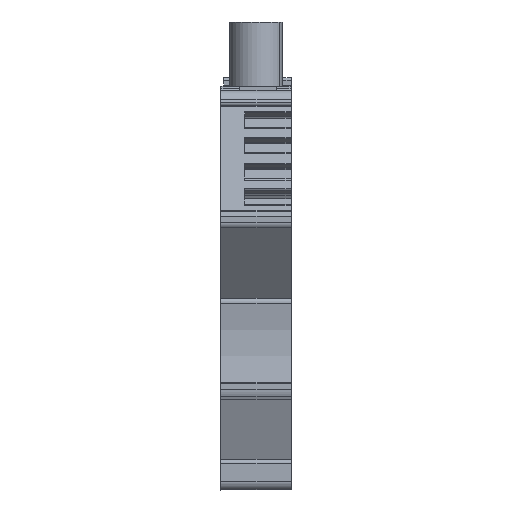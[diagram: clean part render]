
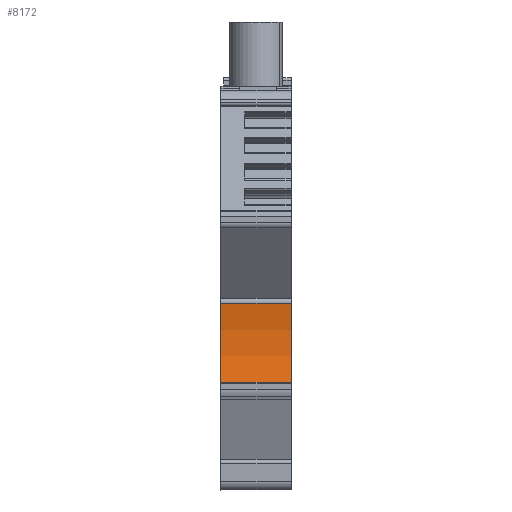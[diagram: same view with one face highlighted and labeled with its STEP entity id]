
A CAD part, front view. The second image highlights one B-rep face of the part: STEP entity #8172.
In plain terms, the highlighted cylindrical face has radius 20 mm (diameter 40 mm), a partial arc.
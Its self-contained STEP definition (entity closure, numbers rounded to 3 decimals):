
#2585=AXIS2_PLACEMENT_3D('Circle Axis2P3D',#2583,#2584,$) ;
#8152=AXIS2_PLACEMENT_3D('Cylinder Axis2P3D',#8149,#8150,#8151) ;
#8156=AXIS2_PLACEMENT_3D('Circle Axis2P3D',#8154,#8155,$) ;
#2580=CARTESIAN_POINT('Vertex',(0.,1.62,12.482)) ;
#2583=CARTESIAN_POINT('Axis2P3D Location',(0.,-17.665,17.782)) ;
#2587=CARTESIAN_POINT('Vertex',(0.,1.973,21.571)) ;
#8134=CARTESIAN_POINT('Vertex',(8.1,1.62,12.482)) ;
#8137=CARTESIAN_POINT('Line Origine',(4.05,1.62,12.482)) ;
#8149=CARTESIAN_POINT('Axis2P3D Location',(4.05,-17.665,17.782)) ;
#8154=CARTESIAN_POINT('Axis2P3D Location',(8.1,-17.665,17.782)) ;
#8158=CARTESIAN_POINT('Vertex',(8.1,1.973,21.571)) ;
#8161=CARTESIAN_POINT('Line Origine',(4.05,1.973,21.571)) ;
#2584=DIRECTION('Axis2P3D Direction',(-1.,0.,0.)) ;
#8138=DIRECTION('Vector Direction',(-1.,0.,0.)) ;
#8150=DIRECTION('Axis2P3D Direction',(-1.,0.,0.)) ;
#8151=DIRECTION('Axis2P3D XDirection',(0.,0.982,0.189)) ;
#8155=DIRECTION('Axis2P3D Direction',(-1.,0.,0.)) ;
#8162=DIRECTION('Vector Direction',(-1.,0.,0.)) ;
#8139=VECTOR('Line Direction',#8138,1.) ;
#8163=VECTOR('Line Direction',#8162,1.) ;
#8167=ORIENTED_EDGE('',*,*,#8141,.F.) ;
#8168=ORIENTED_EDGE('',*,*,#8160,.T.) ;
#8169=ORIENTED_EDGE('',*,*,#8165,.T.) ;
#8170=ORIENTED_EDGE('',*,*,#2589,.F.) ;
#8172=ADVANCED_FACE('KLTR ZTD6.1\\K\X2\00F6\X0\rper.2 ( *SOL1 - wsp *MASTER -  )',(#8171),#8153,.F.) ;
#2586=CIRCLE('generated circle',#2585,20.) ;
#8157=CIRCLE('generated circle',#8156,20.) ;
#8153=CYLINDRICAL_SURFACE('generated cylinder',#8152,20.) ;
#2589=EDGE_CURVE('',#2581,#2588,#2586,.F.) ;
#8141=EDGE_CURVE('',#8135,#2581,#8140,.T.) ;
#8160=EDGE_CURVE('',#8135,#8159,#8157,.F.) ;
#8165=EDGE_CURVE('',#8159,#2588,#8164,.T.) ;
#8166=EDGE_LOOP('',(#8167,#8168,#8169,#8170)) ;
#8171=FACE_OUTER_BOUND('',#8166,.T.) ;
#8140=LINE('Line',#8137,#8139) ;
#8164=LINE('Line',#8161,#8163) ;
#2581=VERTEX_POINT('',#2580) ;
#2588=VERTEX_POINT('',#2587) ;
#8135=VERTEX_POINT('',#8134) ;
#8159=VERTEX_POINT('',#8158) ;
